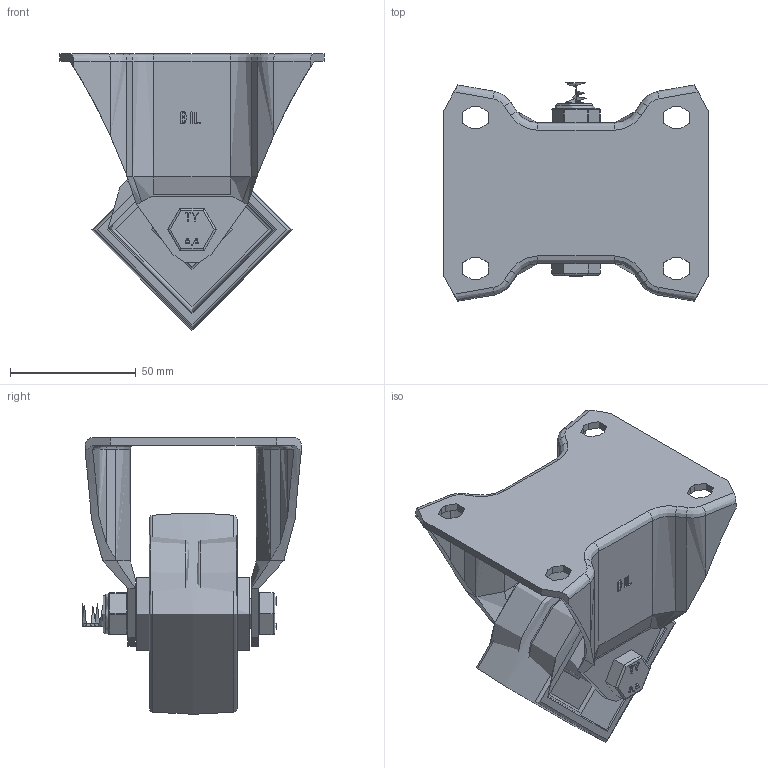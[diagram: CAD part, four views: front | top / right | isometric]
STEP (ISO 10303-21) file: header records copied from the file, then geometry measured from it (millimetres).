
FILE_DESCRIPTION(/* description */ (''),/* implementation_level */ '2;1');
FILE_NAME(/* name */ 'BZHF80NYB.step',/* time_stamp */ '2025-04-16T09:00:38+01:00',/* author */ (''),/* organization */ (''),/* preprocessor_version */ 'ST-DEVELOPER v20.1',/* originating_system */ 'Autodesk Translation Framework v14.4.0.0',/* authorisation */ '');
FILE_SCHEMA (('AUTOMOTIVE_DESIGN { 1 0 10303 214 3 1 1 }'));
Length unit declared in the file: millimetre
Products named in the file (20): BZHF80NYB; BZHF80AS v1; BZHF80AS; ZINC PLATED, PRESSED STEEL BRACKET; BZMH80WNYRB v1; NYLON WHEEL; NYLON WHEEL2; CAP; ROLLER BEARING; CAGE; ribs; Component2; TUBEM12X46X10 v1; ZINC PLATED AXLE TUBE; HEXBOLTM10X70Z8.8 v2; GRADE 8.8 THREADED ZINC PLATED BOLT; NYLOCM10Z v1; NYLOC NUT; RUBBER; NUT
Assembly tree (26 placements, depth 5):
  BZHF80NYB
    BZHF80AS v1
      BZHF80AS
      ZINC PLATED, PRESSED STEEL BRACKET
    BZMH80WNYRB v1
      NYLON WHEEL
        NYLON WHEEL2
        CAP
      ROLLER BEARING
        CAGE
        ribs
          Component2  x8
    TUBEM12X46X10 v1
      ZINC PLATED AXLE TUBE
    HEXBOLTM10X70Z8.8 v2
      GRADE 8.8 THREADED ZINC PLATED BOLT
    NYLOCM10Z v1
      NYLOC NUT
        RUBBER
        NUT
Bounding box: 105 x 87 x 110 mm (x, y, z)
Volume: 146689.8 mm3; surface area: 82480.7 mm2
Topology: 16 solids, 16 shells, 493 faces, 1201 edges, 745 vertices
Faces by surface type: plane 215, cylinder 176, bspline 61, torus 27, sphere 12, cone 2
Full cylindrical faces by diameter (mm): 3.75 x8, 8.141 x18, 9.85 x19, 10 x4, 10.2 x2, 11.95 x1, 12 x2, 12.4 x2, 12.5 x1, 16 x2, 19.5 x1, 20 x2, 29 x2
Entity records: 20318 total; most frequent: CARTESIAN_POINT 8760, ORIENTED_EDGE 2360, DIRECTION 2221, EDGE_CURVE 1180, AXIS2_PLACEMENT_3D 787, VERTEX_POINT 731, LINE 647, VECTOR 647
